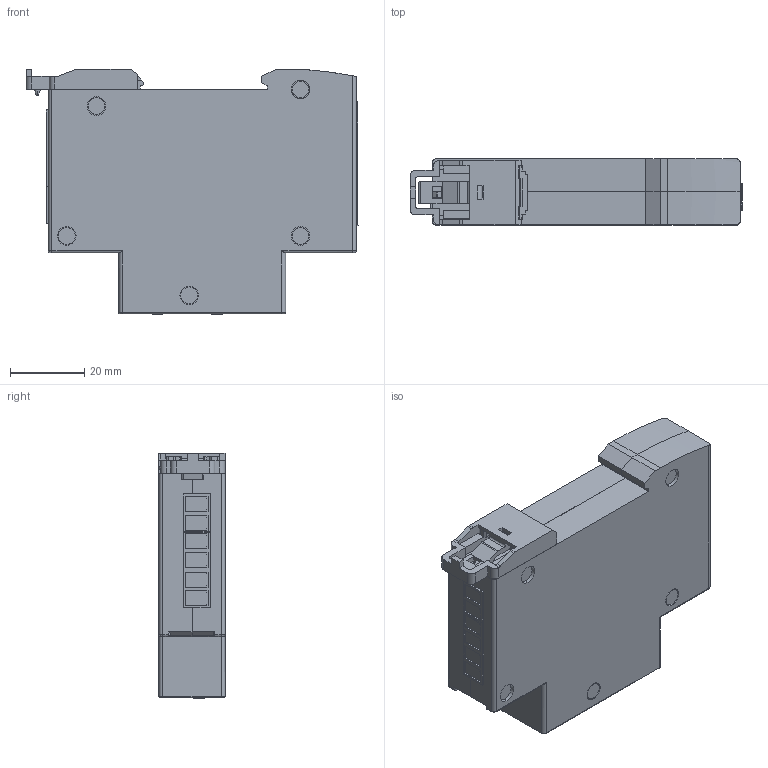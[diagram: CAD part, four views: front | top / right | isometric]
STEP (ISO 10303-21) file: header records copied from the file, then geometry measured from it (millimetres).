
FILE_DESCRIPTION((''),'2;1');
FILE_NAME('COMA22-M8_ASM','2021-01-06T12:38:34',('zying1'),(''),'CREO PARAMETRIC BY PTC INC, 2020044','CREO PARAMETRIC BY PTC INC, 2020044','');
FILE_SCHEMA(('CONFIG_CONTROL_DESIGN','SHAPE_APPEARANCE_LAYERS_GROUPS'));
Length unit declared in the file: metre
Products named in the file (14): 8005M01011261-2_AF1; 8005M01011271-2_AF1; 5599M11211911-2; 8049M0101001-19166; 8049M0101001-19280; 8100M0101115_AF0; 8270M0101127; 8960U07260011-5_AF5; 8960U07260011-5_AF6; 8960U07260011-5_AF7; 8960U07260011-5_AF8; 8960U07260011-5_AF9; 6ZTD-592-011_ASM; COMA22-M8_ASM
Assembly tree (13 placements, depth 3):
  COMA22-M8_ASM
    6ZTD-592-011_ASM
      8005M01011261-2_AF1
      8005M01011271-2_AF1
      5599M11211911-2
      8049M0101001-19166
      8049M0101001-19280
      8100M0101115_AF0
      8270M0101127
      8960U07260011-5_AF5
      8960U07260011-5_AF6
      8960U07260011-5_AF7
      8960U07260011-5_AF8
      8960U07260011-5_AF9
Bounding box: 89.5 x 17.8 x 66.3 mm (x, y, z)
Volume: 26598.3 mm3; surface area: 43114.5 mm2
Topology: 10 solids, 12 shells, 1225 faces, 3441 edges, 2300 vertices
Faces by surface type: plane 914, cylinder 247, torus 35, cone 24, bspline 5
Entity records: 48379 total; most frequent: CARTESIAN_POINT 7608, ORIENTED_EDGE 6882, DIRECTION 6577, EDGE_CURVE 3441, VECTOR 2719, LINE 2719, VERTEX_POINT 2300, AXIS2_PLACEMENT_3D 1929
